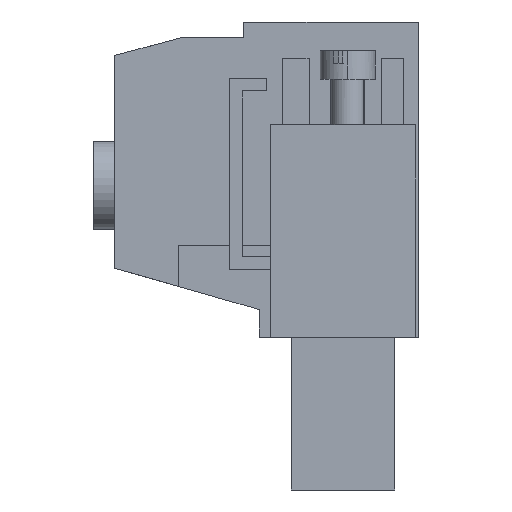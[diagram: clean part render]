
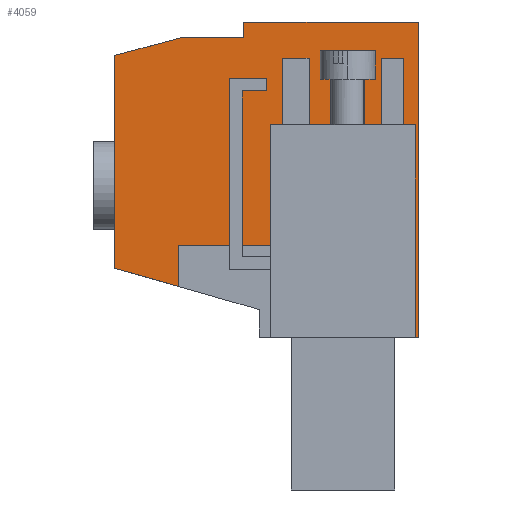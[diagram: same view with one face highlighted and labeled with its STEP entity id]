
A CAD part, left-side view. The second image highlights one B-rep face of the part: STEP entity #4059.
In plain terms, the highlighted planar face has unit normal (-1, 0, 0).
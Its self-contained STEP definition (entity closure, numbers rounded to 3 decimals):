
#3944=AXIS2_PLACEMENT_3D('Plane Axis2P3D',#3941,#3942,#3943) ;
#2026=CARTESIAN_POINT('Vertex',(10.16,0.,14.4)) ;
#2029=CARTESIAN_POINT('Line Origine',(10.16,0.15,14.4)) ;
#2033=CARTESIAN_POINT('Vertex',(10.16,0.3,14.4)) ;
#2082=CARTESIAN_POINT('Vertex',(10.16,2.8,14.4)) ;
#2085=CARTESIAN_POINT('Line Origine',(10.16,7.1,14.4)) ;
#2089=CARTESIAN_POINT('Vertex',(10.16,11.4,14.4)) ;
#3658=CARTESIAN_POINT('Vertex',(10.16,0.,44.1)) ;
#3661=CARTESIAN_POINT('Line Origine',(10.16,0.,29.25)) ;
#3941=CARTESIAN_POINT('Axis2P3D Location',(10.16,0.,0.)) ;
#3946=CARTESIAN_POINT('Line Origine',(10.16,2.8,24.4)) ;
#3950=CARTESIAN_POINT('Vertex',(10.16,2.8,34.4)) ;
#3953=CARTESIAN_POINT('Line Origine',(10.16,1.55,34.4)) ;
#3957=CARTESIAN_POINT('Vertex',(10.16,0.3,34.4)) ;
#3960=CARTESIAN_POINT('Line Origine',(10.16,0.3,24.4)) ;
#3965=CARTESIAN_POINT('Line Origine',(10.16,8.225,44.1)) ;
#3969=CARTESIAN_POINT('Vertex',(10.16,16.45,44.1)) ;
#3972=CARTESIAN_POINT('Line Origine',(10.16,16.45,43.35)) ;
#3976=CARTESIAN_POINT('Vertex',(10.16,16.45,42.6)) ;
#3979=CARTESIAN_POINT('Line Origine',(10.16,19.446,42.6)) ;
#3983=CARTESIAN_POINT('Vertex',(10.16,22.442,42.6)) ;
#3986=CARTESIAN_POINT('Line Origine',(10.16,25.521,41.775)) ;
#3990=CARTESIAN_POINT('Vertex',(10.16,28.6,40.95)) ;
#3993=CARTESIAN_POINT('Line Origine',(10.16,28.6,30.925)) ;
#3997=CARTESIAN_POINT('Vertex',(10.16,28.6,20.9)) ;
#4000=CARTESIAN_POINT('Line Origine',(10.16,25.6,20.04)) ;
#4004=CARTESIAN_POINT('Vertex',(10.16,22.6,19.18)) ;
#4007=CARTESIAN_POINT('Line Origine',(10.16,22.6,21.115)) ;
#4011=CARTESIAN_POINT('Vertex',(10.16,22.6,23.05)) ;
#4014=CARTESIAN_POINT('Line Origine',(10.16,18.25,23.05)) ;
#4018=CARTESIAN_POINT('Vertex',(10.16,13.9,23.05)) ;
#4021=CARTESIAN_POINT('Line Origine',(10.16,13.9,28.725)) ;
#4025=CARTESIAN_POINT('Vertex',(10.16,13.9,34.4)) ;
#4028=CARTESIAN_POINT('Line Origine',(10.16,12.65,34.4)) ;
#4032=CARTESIAN_POINT('Vertex',(10.16,11.4,34.4)) ;
#4035=CARTESIAN_POINT('Line Origine',(10.16,11.4,24.4)) ;
#2030=DIRECTION('Vector Direction',(0.,1.,0.)) ;
#2086=DIRECTION('Vector Direction',(0.,1.,0.)) ;
#3662=DIRECTION('Vector Direction',(0.,0.,-1.)) ;
#3942=DIRECTION('Axis2P3D Direction',(-1.,0.,0.)) ;
#3943=DIRECTION('Axis2P3D XDirection',(0.,0.,1.)) ;
#3947=DIRECTION('Vector Direction',(0.,0.,1.)) ;
#3954=DIRECTION('Vector Direction',(0.,-1.,0.)) ;
#3961=DIRECTION('Vector Direction',(0.,0.,-1.)) ;
#3966=DIRECTION('Vector Direction',(0.,-1.,0.)) ;
#3973=DIRECTION('Vector Direction',(0.,0.,1.)) ;
#3980=DIRECTION('Vector Direction',(0.,-1.,0.)) ;
#3987=DIRECTION('Vector Direction',(0.,-0.966,0.259)) ;
#3994=DIRECTION('Vector Direction',(0.,0.,1.)) ;
#4001=DIRECTION('Vector Direction',(0.,0.961,0.276)) ;
#4008=DIRECTION('Vector Direction',(0.,0.,1.)) ;
#4015=DIRECTION('Vector Direction',(0.,-1.,0.)) ;
#4022=DIRECTION('Vector Direction',(0.,0.,1.)) ;
#4029=DIRECTION('Vector Direction',(0.,-1.,0.)) ;
#4036=DIRECTION('Vector Direction',(0.,0.,1.)) ;
#2031=VECTOR('Line Direction',#2030,1.) ;
#2087=VECTOR('Line Direction',#2086,1.) ;
#3663=VECTOR('Line Direction',#3662,1.) ;
#3948=VECTOR('Line Direction',#3947,1.) ;
#3955=VECTOR('Line Direction',#3954,1.) ;
#3962=VECTOR('Line Direction',#3961,1.) ;
#3967=VECTOR('Line Direction',#3966,1.) ;
#3974=VECTOR('Line Direction',#3973,1.) ;
#3981=VECTOR('Line Direction',#3980,1.) ;
#3988=VECTOR('Line Direction',#3987,1.) ;
#3995=VECTOR('Line Direction',#3994,1.) ;
#4002=VECTOR('Line Direction',#4001,1.) ;
#4009=VECTOR('Line Direction',#4008,1.) ;
#4016=VECTOR('Line Direction',#4015,1.) ;
#4023=VECTOR('Line Direction',#4022,1.) ;
#4030=VECTOR('Line Direction',#4029,1.) ;
#4037=VECTOR('Line Direction',#4036,1.) ;
#4041=ORIENTED_EDGE('',*,*,#3952,.T.) ;
#4042=ORIENTED_EDGE('',*,*,#3959,.F.) ;
#4043=ORIENTED_EDGE('',*,*,#3964,.F.) ;
#4044=ORIENTED_EDGE('',*,*,#2035,.T.) ;
#4045=ORIENTED_EDGE('',*,*,#3665,.T.) ;
#4046=ORIENTED_EDGE('',*,*,#3971,.T.) ;
#4047=ORIENTED_EDGE('',*,*,#3978,.T.) ;
#4048=ORIENTED_EDGE('',*,*,#3985,.T.) ;
#4049=ORIENTED_EDGE('',*,*,#3992,.T.) ;
#4050=ORIENTED_EDGE('',*,*,#3999,.T.) ;
#4051=ORIENTED_EDGE('',*,*,#4006,.T.) ;
#4052=ORIENTED_EDGE('',*,*,#4013,.T.) ;
#4053=ORIENTED_EDGE('',*,*,#4020,.T.) ;
#4054=ORIENTED_EDGE('',*,*,#4027,.F.) ;
#4055=ORIENTED_EDGE('',*,*,#4034,.F.) ;
#4056=ORIENTED_EDGE('',*,*,#4039,.F.) ;
#4057=ORIENTED_EDGE('',*,*,#2091,.T.) ;
#4059=ADVANCED_FACE('HOUSING.2',(#4058),#3945,.T.) ;
#2035=EDGE_CURVE('',#2034,#2027,#2032,.F.) ;
#2091=EDGE_CURVE('',#2090,#2083,#2088,.F.) ;
#3665=EDGE_CURVE('',#2027,#3659,#3664,.F.) ;
#3952=EDGE_CURVE('',#2083,#3951,#3949,.T.) ;
#3959=EDGE_CURVE('',#3958,#3951,#3956,.F.) ;
#3964=EDGE_CURVE('',#2034,#3958,#3963,.F.) ;
#3971=EDGE_CURVE('',#3659,#3970,#3968,.F.) ;
#3978=EDGE_CURVE('',#3970,#3977,#3975,.F.) ;
#3985=EDGE_CURVE('',#3977,#3984,#3982,.F.) ;
#3992=EDGE_CURVE('',#3984,#3991,#3989,.F.) ;
#3999=EDGE_CURVE('',#3991,#3998,#3996,.F.) ;
#4006=EDGE_CURVE('',#3998,#4005,#4003,.F.) ;
#4013=EDGE_CURVE('',#4005,#4012,#4010,.T.) ;
#4020=EDGE_CURVE('',#4012,#4019,#4017,.T.) ;
#4027=EDGE_CURVE('',#4026,#4019,#4024,.F.) ;
#4034=EDGE_CURVE('',#4033,#4026,#4031,.F.) ;
#4039=EDGE_CURVE('',#2090,#4033,#4038,.T.) ;
#4040=EDGE_LOOP('',(#4041,#4042,#4043,#4044,#4045,#4046,#4047,#4048,#4049,#4050,#4051,#4052,#4053,#4054,#4055,#4056,#4057)) ;
#4058=FACE_OUTER_BOUND('',#4040,.T.) ;
#2032=LINE('Line',#2029,#2031) ;
#2088=LINE('Line',#2085,#2087) ;
#3664=LINE('Line',#3661,#3663) ;
#3949=LINE('Line',#3946,#3948) ;
#3956=LINE('Line',#3953,#3955) ;
#3963=LINE('Line',#3960,#3962) ;
#3968=LINE('Line',#3965,#3967) ;
#3975=LINE('Line',#3972,#3974) ;
#3982=LINE('Line',#3979,#3981) ;
#3989=LINE('Line',#3986,#3988) ;
#3996=LINE('Line',#3993,#3995) ;
#4003=LINE('Line',#4000,#4002) ;
#4010=LINE('Line',#4007,#4009) ;
#4017=LINE('Line',#4014,#4016) ;
#4024=LINE('Line',#4021,#4023) ;
#4031=LINE('Line',#4028,#4030) ;
#4038=LINE('Line',#4035,#4037) ;
#3945=PLANE('',#3944) ;
#2027=VERTEX_POINT('',#2026) ;
#2034=VERTEX_POINT('',#2033) ;
#2083=VERTEX_POINT('',#2082) ;
#2090=VERTEX_POINT('',#2089) ;
#3659=VERTEX_POINT('',#3658) ;
#3951=VERTEX_POINT('',#3950) ;
#3958=VERTEX_POINT('',#3957) ;
#3970=VERTEX_POINT('',#3969) ;
#3977=VERTEX_POINT('',#3976) ;
#3984=VERTEX_POINT('',#3983) ;
#3991=VERTEX_POINT('',#3990) ;
#3998=VERTEX_POINT('',#3997) ;
#4005=VERTEX_POINT('',#4004) ;
#4012=VERTEX_POINT('',#4011) ;
#4019=VERTEX_POINT('',#4018) ;
#4026=VERTEX_POINT('',#4025) ;
#4033=VERTEX_POINT('',#4032) ;
